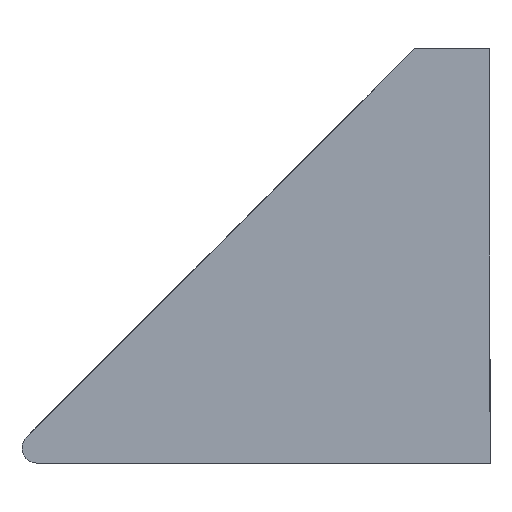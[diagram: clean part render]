
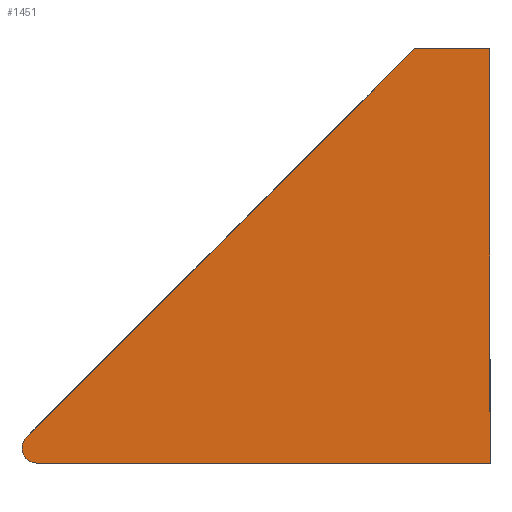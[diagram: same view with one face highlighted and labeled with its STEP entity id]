
A CAD part, front view. The second image highlights one B-rep face of the part: STEP entity #1451.
In plain terms, the highlighted planar face has unit normal (0, -1, 0).
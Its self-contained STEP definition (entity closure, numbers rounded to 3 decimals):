
#81=PLANE('',#1633);
#182=FACE_OUTER_BOUND('',#283,.T.);
#283=EDGE_LOOP('',(#1262,#1263,#1264,#1265,#1266));
#351=LINE('',#2163,#413);
#355=LINE('',#2188,#417);
#375=LINE('',#2569,#437);
#395=LINE('',#2867,#457);
#413=VECTOR('',#1722,10.);
#417=VECTOR('',#1746,10.);
#437=VECTOR('',#1872,10.);
#457=VECTOR('',#2022,10.);
#466=CIRCLE('',#1493,1.);
#552=VERTEX_POINT('',#2132);
#553=VERTEX_POINT('',#2134);
#562=VERTEX_POINT('',#2161);
#573=VERTEX_POINT('',#2187);
#627=VERTEX_POINT('',#2568);
#706=EDGE_CURVE('',#552,#553,#466,.T.);
#721=EDGE_CURVE('',#562,#552,#351,.T.);
#733=EDGE_CURVE('',#553,#573,#355,.T.);
#802=EDGE_CURVE('',#573,#627,#375,.T.);
#882=EDGE_CURVE('',#627,#562,#395,.T.);
#1262=ORIENTED_EDGE('',*,*,#706,.F.);
#1263=ORIENTED_EDGE('',*,*,#721,.F.);
#1264=ORIENTED_EDGE('',*,*,#882,.F.);
#1265=ORIENTED_EDGE('',*,*,#802,.F.);
#1266=ORIENTED_EDGE('',*,*,#733,.F.);
#1451=ADVANCED_FACE('',(#182),#81,.F.);
#1493=AXIS2_PLACEMENT_3D('',#2135,#1691,#1692);
#1633=AXIS2_PLACEMENT_3D('',#2868,#2023,#2024);
#1691=DIRECTION('center_axis',(0.,1.,0.));
#1692=DIRECTION('ref_axis',(-0.924,0.,-0.383));
#1722=DIRECTION('',(-1.,0.,0.));
#1746=DIRECTION('',(0.707,0.,0.707));
#1872=DIRECTION('',(1.,0.,0.));
#2022=DIRECTION('',(0.,0.,-1.));
#2023=DIRECTION('center_axis',(0.,1.,0.));
#2024=DIRECTION('ref_axis',(0.,0.,1.));
#2132=CARTESIAN_POINT('',(-33.992,-62.38,0.));
#2134=CARTESIAN_POINT('',(-34.699,-62.38,1.707));
#2135=CARTESIAN_POINT('Origin',(-33.992,-62.38,1.));
#2161=CARTESIAN_POINT('',(-3.88,-62.38,0.));
#2163=CARTESIAN_POINT('',(-3.88,-62.38,0.));
#2187=CARTESIAN_POINT('',(-8.88,-62.38,27.526));
#2188=CARTESIAN_POINT('',(-36.406,-62.38,0.));
#2568=CARTESIAN_POINT('',(-3.88,-62.38,27.526));
#2569=CARTESIAN_POINT('',(-8.88,-62.38,27.526));
#2867=CARTESIAN_POINT('',(-3.88,-62.38,27.526));
#2868=CARTESIAN_POINT('Origin',(-16.112,-62.38,10.12));
